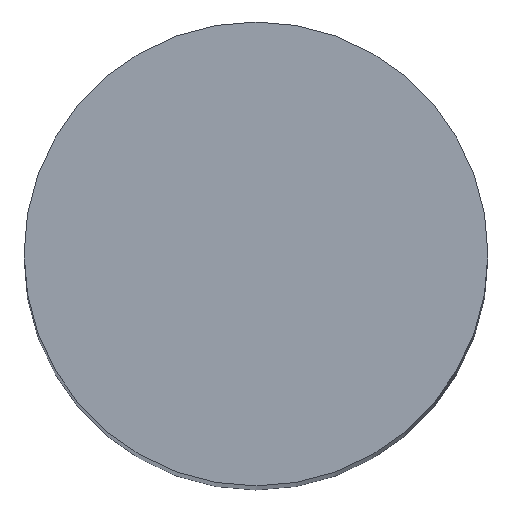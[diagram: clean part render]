
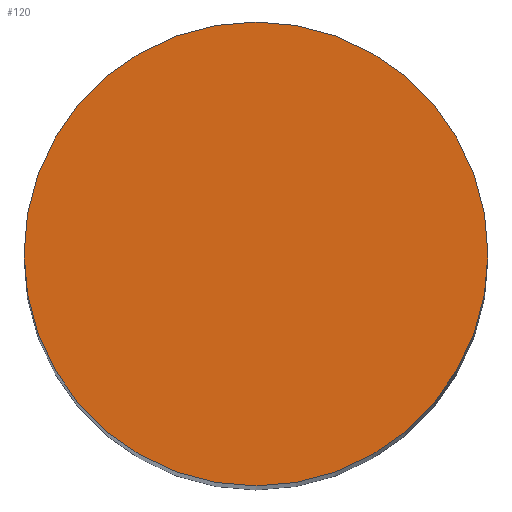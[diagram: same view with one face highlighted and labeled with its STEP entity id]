
A CAD part, top view. The second image highlights one B-rep face of the part: STEP entity #120.
In plain terms, the highlighted planar face has unit normal (0, 0, 1).
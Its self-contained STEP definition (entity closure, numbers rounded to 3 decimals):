
#1 = EDGE_CURVE ( 'NONE', #97, #99, #20, .T. ) ;
#2 = CARTESIAN_POINT ( 'NONE',  ( 2.49, 0., 15. ) ) ;
#5 = EDGE_CURVE ( 'NONE', #99, #97, #36, .T. ) ;
#7 = CARTESIAN_POINT ( 'NONE',  ( 0., 0., 15. ) ) ;
#20 = CIRCLE ( 'NONE', #66, 2.49 ) ;
#24 = CARTESIAN_POINT ( 'NONE',  ( 0., 0., 15. ) ) ;
#25 = FACE_OUTER_BOUND ( 'NONE', #81, .T. ) ;
#34 = CARTESIAN_POINT ( 'NONE',  ( -2.49, 0., 15. ) ) ;
#35 = PLANE ( 'NONE',  #82 ) ;
#36 = CIRCLE ( 'NONE', #64, 2.49 ) ;
#38 = DIRECTION ( 'NONE',  ( 1., 0., 0. ) ) ;
#44 = DIRECTION ( 'NONE',  ( 1., 0., 0. ) ) ;
#49 = ORIENTED_EDGE ( 'NONE', *, *, #1, .T. ) ;
#64 = AXIS2_PLACEMENT_3D ( 'NONE', #7, #65, #38 ) ;
#65 = DIRECTION ( 'NONE',  ( 0., 0., 1. ) ) ;
#66 = AXIS2_PLACEMENT_3D ( 'NONE', #24, #76, #110 ) ;
#70 = CARTESIAN_POINT ( 'NONE',  ( 0., 0., 15. ) ) ;
#76 = DIRECTION ( 'NONE',  ( 0., 0., 1. ) ) ;
#81 = EDGE_LOOP ( 'NONE', ( #121, #49 ) ) ;
#82 = AXIS2_PLACEMENT_3D ( 'NONE', #70, #91, #44 ) ;
#91 = DIRECTION ( 'NONE',  ( 0., 0., 1. ) ) ;
#97 = VERTEX_POINT ( 'NONE', #34 ) ;
#99 = VERTEX_POINT ( 'NONE', #2 ) ;
#110 = DIRECTION ( 'NONE',  ( 1., 0., 0. ) ) ;
#120 = ADVANCED_FACE ( 'NONE', ( #25 ), #35, .T. ) ;
#121 = ORIENTED_EDGE ( 'NONE', *, *, #5, .T. ) ;
